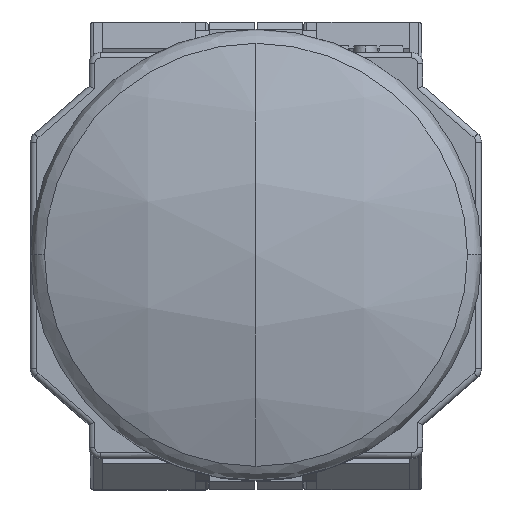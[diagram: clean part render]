
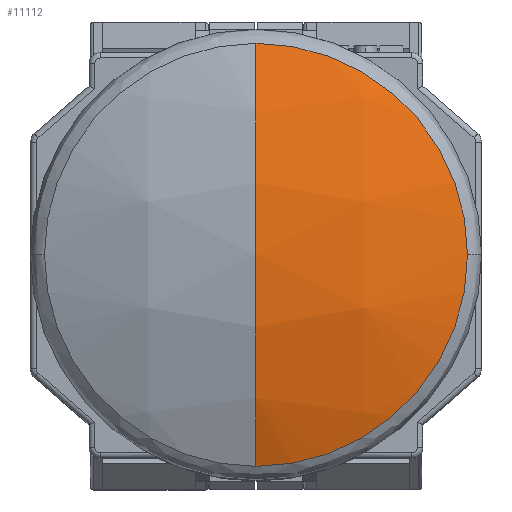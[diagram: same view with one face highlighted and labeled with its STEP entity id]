
A CAD part, top view. The second image highlights one B-rep face of the part: STEP entity #11112.
In plain terms, the highlighted spherical face has radius 50 mm.
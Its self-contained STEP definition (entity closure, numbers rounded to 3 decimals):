
#621 = DIRECTION ( 'NONE',  ( -1., 0., 0. ) ) ;
#720 = CARTESIAN_POINT ( 'NONE',  ( 0., 0., -3.5 ) ) ;
#1077 = CARTESIAN_POINT ( 'NONE',  ( 18.75, 0., 42.851 ) ) ;
#1434 = AXIS2_PLACEMENT_3D ( 'NONE', #5121, #16918, #15182 ) ;
#1535 = DIRECTION ( 'NONE',  ( 0., -1., 0. ) ) ;
#2287 = CIRCLE ( 'NONE', #5715, 50. ) ;
#2361 = CARTESIAN_POINT ( 'NONE',  ( 0., 0., -3.5 ) ) ;
#2715 = ORIENTED_EDGE ( 'NONE', *, *, #4305, .F. ) ;
#3313 = DIRECTION ( 'NONE',  ( 1., 0., 0. ) ) ;
#3720 = ORIENTED_EDGE ( 'NONE', *, *, #13460, .F. ) ;
#4305 = EDGE_CURVE ( 'NONE', #8147, #9293, #6686, .T. ) ;
#4608 = EDGE_CURVE ( 'NONE', #8147, #14709, #5373, .T. ) ;
#5054 = CARTESIAN_POINT ( 'NONE',  ( 0., 0., -3.5 ) ) ;
#5121 = CARTESIAN_POINT ( 'NONE',  ( 0., 0., 42.851 ) ) ;
#5373 = CIRCLE ( 'NONE', #10072, 50. ) ;
#5715 = AXIS2_PLACEMENT_3D ( 'NONE', #2361, #621, #15885 ) ;
#6277 = CARTESIAN_POINT ( 'NONE',  ( 0., 0., 46.5 ) ) ;
#6482 = VERTEX_POINT ( 'NONE', #11559 ) ;
#6686 = CIRCLE ( 'NONE', #1434, 18.75 ) ;
#6699 = ORIENTED_EDGE ( 'NONE', *, *, #14959, .F. ) ;
#7069 = DIRECTION ( 'NONE',  ( 0., 1., 0. ) ) ;
#8147 = VERTEX_POINT ( 'NONE', #16987 ) ;
#8832 = DIRECTION ( 'NONE',  ( 0., 0., -1. ) ) ;
#9293 = VERTEX_POINT ( 'NONE', #1077 ) ;
#9587 = AXIS2_PLACEMENT_3D ( 'NONE', #12299, #8832, #7069 ) ;
#10072 = AXIS2_PLACEMENT_3D ( 'NONE', #720, #14256, #12523 ) ;
#10653 = FACE_OUTER_BOUND ( 'NONE', #11156, .T. ) ;
#11112 = ADVANCED_FACE ( 'NONE', ( #10653 ), #16797, .T. ) ;
#11156 = EDGE_LOOP ( 'NONE', ( #2715, #14803, #3720, #6699 ) ) ;
#11559 = CARTESIAN_POINT ( 'NONE',  ( 0., -18.75, 42.851 ) ) ;
#11604 = CIRCLE ( 'NONE', #9587, 18.75 ) ;
#12299 = CARTESIAN_POINT ( 'NONE',  ( 0., 0., 42.851 ) ) ;
#12523 = DIRECTION ( 'NONE',  ( 0., 0., -1. ) ) ;
#13460 = EDGE_CURVE ( 'NONE', #6482, #14709, #2287, .T. ) ;
#14256 = DIRECTION ( 'NONE',  ( 1., 0., 0. ) ) ;
#14709 = VERTEX_POINT ( 'NONE', #6277 ) ;
#14803 = ORIENTED_EDGE ( 'NONE', *, *, #4608, .T. ) ;
#14959 = EDGE_CURVE ( 'NONE', #9293, #6482, #11604, .T. ) ;
#15182 = DIRECTION ( 'NONE',  ( 0., 1., 0. ) ) ;
#15885 = DIRECTION ( 'NONE',  ( 0., 0., 1. ) ) ;
#16349 = AXIS2_PLACEMENT_3D ( 'NONE', #5054, #3313, #1535 ) ;
#16797 = SPHERICAL_SURFACE ( 'NONE', #16349, 50. ) ;
#16918 = DIRECTION ( 'NONE',  ( 0., 0., -1. ) ) ;
#16987 = CARTESIAN_POINT ( 'NONE',  ( 0., 18.75, 42.851 ) ) ;
